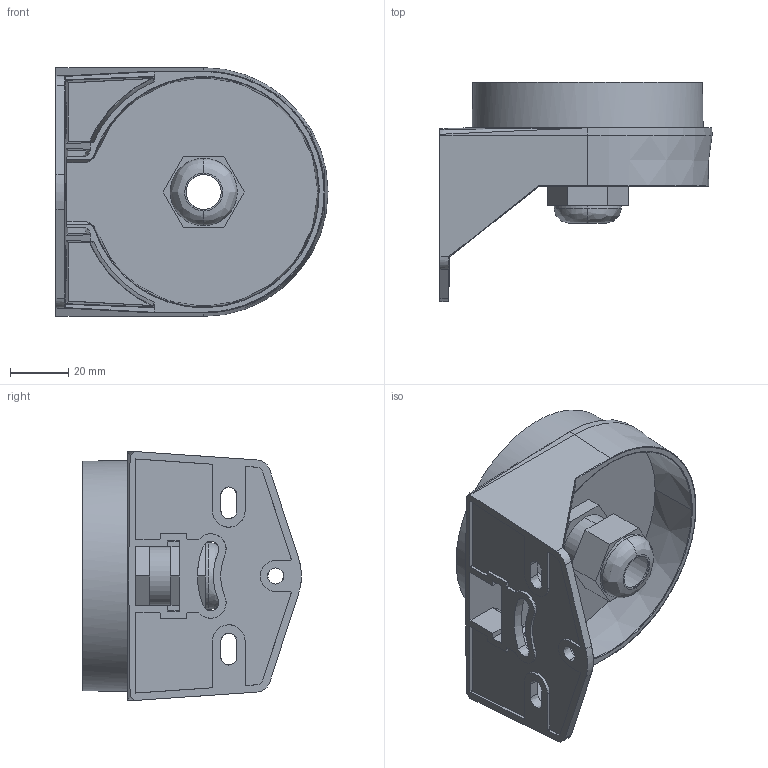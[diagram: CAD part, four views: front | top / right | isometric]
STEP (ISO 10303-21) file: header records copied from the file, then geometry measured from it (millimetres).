
FILE_DESCRIPTION (( 'STEP AP203' ), '1' );
FILE_NAME ('26170006.step', '2020-08-20T17:49:39', ( '' ), ( '' ), 'SwSTEP 2.0', 'SolidWorks 2019', '' );
FILE_SCHEMA (( 'CONFIG_CONTROL_DESIGN' ));
Length unit declared in the file: inch
Products named in the file (1): 26170006
Bounding box: 93.04 x 74.85 x 85.09 mm (x, y, z)
Volume: 64537.7 mm3; surface area: 48624.6 mm2
Topology: 1 solids, 1 shells, 469 faces, 1175 edges, 719 vertices
Faces by surface type: cylinder 158, bspline 139, plane 136, cone 36
Entity records: 18804 total; most frequent: CARTESIAN_POINT 8728, ORIENTED_EDGE 2340, DIRECTION 1684, EDGE_CURVE 1170, VERTEX_POINT 719, AXIS2_PLACEMENT_3D 571, VECTOR 542, LINE 542
